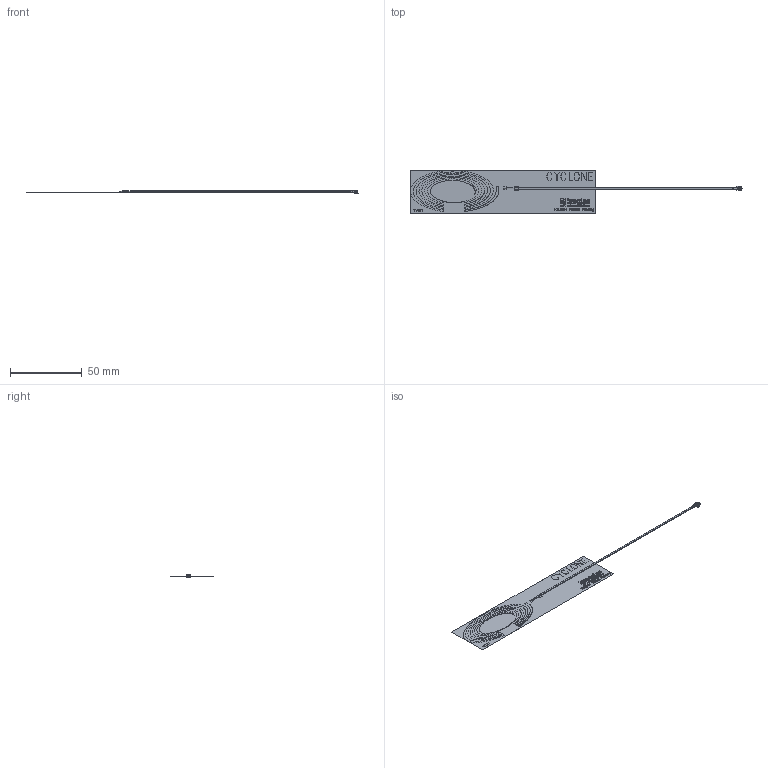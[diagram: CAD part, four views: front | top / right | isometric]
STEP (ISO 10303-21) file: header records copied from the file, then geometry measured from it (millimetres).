
FILE_DESCRIPTION (( 'STEP AP214' ), '1' );
FILE_NAME ('FXUB64.18.0150A_Web.STEP', '2020-02-21T02:28:50', ( '' ), ( '' ), 'SwSTEP 2.0', 'SolidWorks 2017', '' );
FILE_SCHEMA (( 'AUTOMOTIVE_DESIGN' ));
Length unit declared in the file: millimetre
Products named in the file (7): 100118F000000A; IPEX MHFI_IPEX MHFI_1.13; 1.13 Coaxial Cable; FXUB64.18.0150A_Web
Assembly tree (3 placements, depth 2):
  100118F000000A
  IPEX MHFI_IPEX MHFI_1.13
  1.13 Coaxial Cable
  FXUB64.18.0150A_Web
    100118F000000A
    1.13 Coaxial Cable
    IPEX MHFI_IPEX MHFI_1.13
Bounding box: 231.4 x 30.3 x 2.11 mm (x, y, z)
Volume: 208.5 mm3; surface area: 8535.4 mm2
Topology: 8 solids, 8 shells, 350 faces, 2464 edges, 2254 vertices
Faces by surface type: plane 257, cylinder 67, bspline 26
Entity records: 36094 total; most frequent: CARTESIAN_POINT 16079, ORIENTED_EDGE 4928, EDGE_CURVE 2464, VERTEX_POINT 2254, B_SPLINE_CURVE_WITH_KNOTS 1936, DIRECTION 1302, EDGE_LOOP 482, AXIS2_PLACEMENT_3D 447
